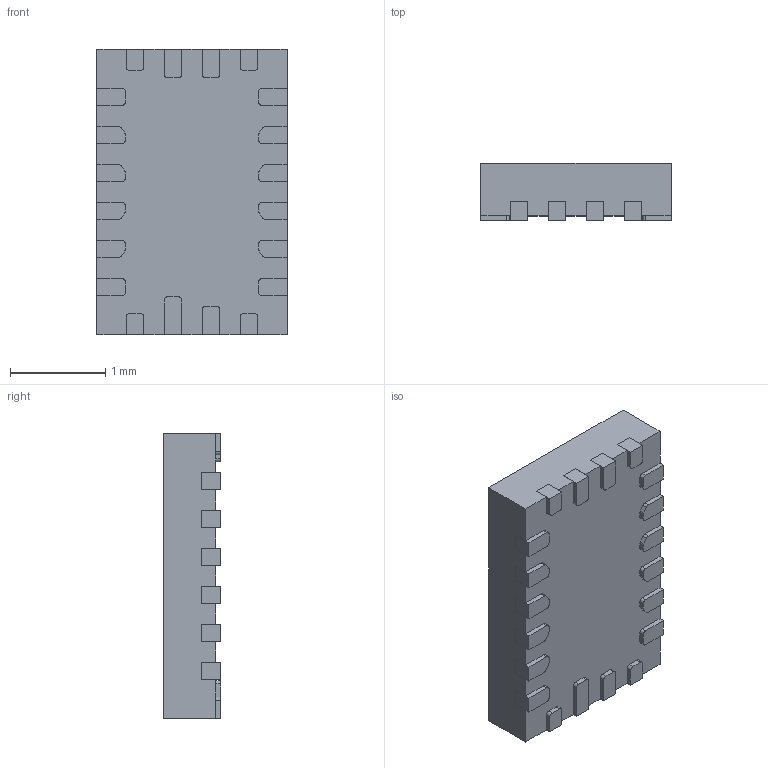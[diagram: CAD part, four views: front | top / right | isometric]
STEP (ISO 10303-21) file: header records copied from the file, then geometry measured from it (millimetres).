
FILE_DESCRIPTION (( 'STEP AP214' ), '1' );
FILE_NAME ('SLG46580V.STEP', '2020-12-17T14:11:53', ( '' ), ( '' ), 'SwSTEP 2.0', 'SolidWorks 2017', '' );
FILE_SCHEMA (( 'AUTOMOTIVE_DESIGN' ));
Length unit declared in the file: millimetre
Products named in the file (1): SLG46580V
Bounding box: 2 x 0.6 x 3 mm (x, y, z)
Volume: 3.4 mm3; surface area: 24.8 mm2
Topology: 22 solids, 22 shells, 341 faces, 888 edges, 592 vertices
Faces by surface type: plane 233, cylinder 108
Entity records: 10661 total; most frequent: CARTESIAN_POINT 1822, DIRECTION 1788, ORIENTED_EDGE 1776, EDGE_CURVE 888, LINE 672, VECTOR 672, VERTEX_POINT 592, AXIS2_PLACEMENT_3D 558
